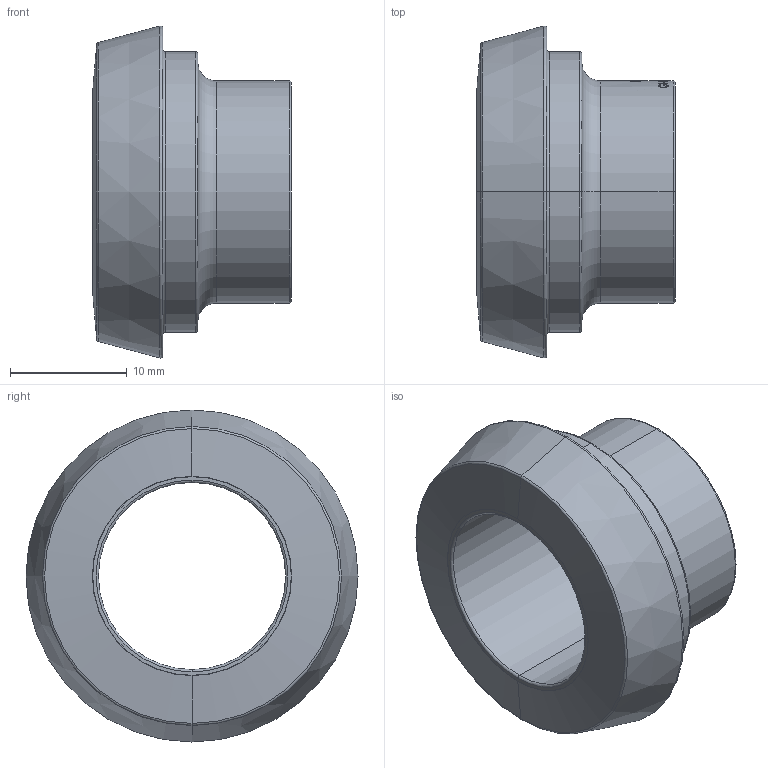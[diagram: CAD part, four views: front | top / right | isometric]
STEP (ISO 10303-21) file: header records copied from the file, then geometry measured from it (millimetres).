
FILE_DESCRIPTION (( 'STEP AP214' ), '1' );
FILE_NAME ('GL-214-015-x Kegelstutzen DIN11851 SD19 x1,5 1709.STEP', '2017-08-29T09:29:21', ( '' ), ( '' ), 'SwSTEP 2.0', 'SolidWorks 2016', '' );
FILE_SCHEMA (( 'AUTOMOTIVE_DESIGN' ));
Length unit declared in the file: millimetre
Products named in the file (1): GL-214-015-x Kegelstutzen  DIN11851 SD19 x1,5 1709
Bounding box: 17 x 28.38 x 28.38 mm (x, y, z)
Volume: 3595.7 mm3; surface area: 2720.5 mm2
Topology: 1 solids, 1 shells, 203 faces, 517 edges, 338 vertices
Faces by surface type: bspline 87, plane 68, cylinder 26, torus 18, cone 4
Entity records: 11991 total; most frequent: CARTESIAN_POINT 5891, ORIENTED_EDGE 1034, DIRECTION 603, EDGE_CURVE 517, VERTEX_POINT 338, B_SPLINE_CURVE_WITH_KNOTS 278, AXIS2_PLACEMENT_3D 247, EDGE_LOOP 227
